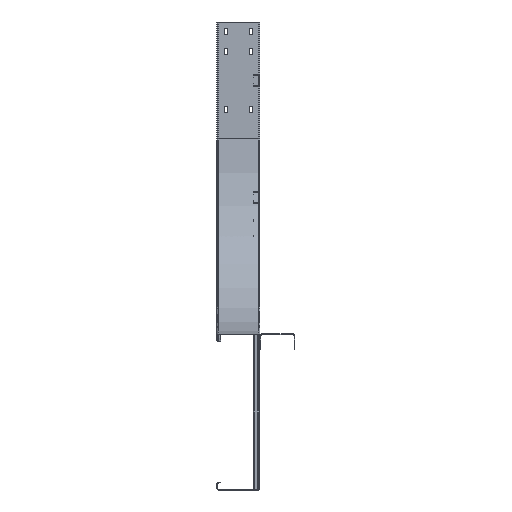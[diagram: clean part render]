
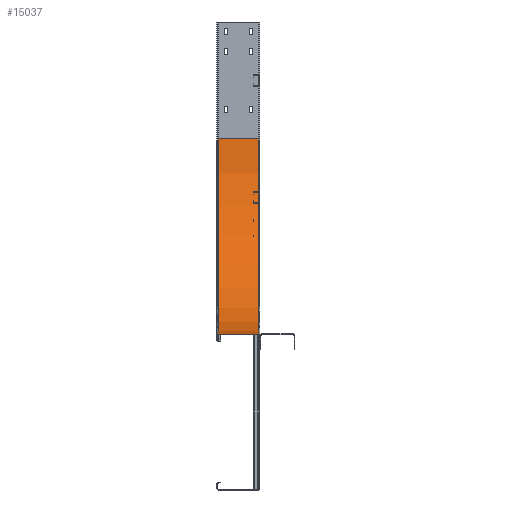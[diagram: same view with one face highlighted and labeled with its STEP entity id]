
A CAD part, left-side view. The second image highlights one B-rep face of the part: STEP entity #15037.
In plain terms, the highlighted cylindrical face has radius 500 mm (diameter 1000 mm), a partial arc.
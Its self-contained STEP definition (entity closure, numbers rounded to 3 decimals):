
#12782=DIRECTION('',(0.,1.,0.));
#12783=VECTOR('',#12782,103.);
#12784=CARTESIAN_POINT('',(-300.,3.5,0.));
#12785=LINE('',#12784,#12783);
#12786=DIRECTION('',(0.,-1.,0.));
#12787=VECTOR('',#12786,103.);
#12788=CARTESIAN_POINT('',(-800.,106.5,500.));
#12789=LINE('',#12788,#12787);
#12800=CARTESIAN_POINT('',(-300.,3.5,500.));
#12801=DIRECTION('',(0.,1.,0.));
#12802=DIRECTION('',(0.,0.,-1.));
#12803=AXIS2_PLACEMENT_3D('',#12800,#12801,#12802);
#12818=CARTESIAN_POINT('',(-300.,106.5,500.));
#12819=DIRECTION('',(0.,-1.,0.));
#12820=DIRECTION('',(-1.,0.,0.));
#12821=AXIS2_PLACEMENT_3D('',#12818,#12819,#12820);
#13418=CARTESIAN_POINT('',(-800.,3.5,500.));
#13419=VERTEX_POINT('',#13418);
#13510=CARTESIAN_POINT('',(-800.,106.5,500.));
#13511=VERTEX_POINT('',#13510);
#13663=CARTESIAN_POINT('',(-300.,3.5,0.));
#13665=VERTEX_POINT('',#13663);
#13666=CARTESIAN_POINT('',(-300.,106.5,0.));
#13667=VERTEX_POINT('',#13666);
#15024=CARTESIAN_POINT('',(-300.,0.,500.));
#15025=DIRECTION('',(0.,1.,0.));
#15026=DIRECTION('',(0.,0.,1.));
#15027=AXIS2_PLACEMENT_3D('',#15024,#15025,#15026);
#15028=CYLINDRICAL_SURFACE('',#15027,500.);
#15029=ORIENTED_EDGE('',*,*,#14406,.F.);
#15031=ORIENTED_EDGE('',*,*,#15030,.T.);
#15032=ORIENTED_EDGE('',*,*,#14914,.F.);
#15034=ORIENTED_EDGE('',*,*,#15033,.T.);
#15035=EDGE_LOOP('',(#15029,#15031,#15032,#15034));
#15036=FACE_OUTER_BOUND('',#15035,.F.);
#15037=ADVANCED_FACE('',(#15036),#15028,.F.);
#12804=CIRCLE('',#12803,500.);
#12822=CIRCLE('',#12821,500.);
#14406=EDGE_CURVE('',#13665,#13667,#12785,.T.);
#14914=EDGE_CURVE('',#13511,#13419,#12789,.T.);
#15030=EDGE_CURVE('',#13665,#13419,#12804,.T.);
#15033=EDGE_CURVE('',#13511,#13667,#12822,.T.);
